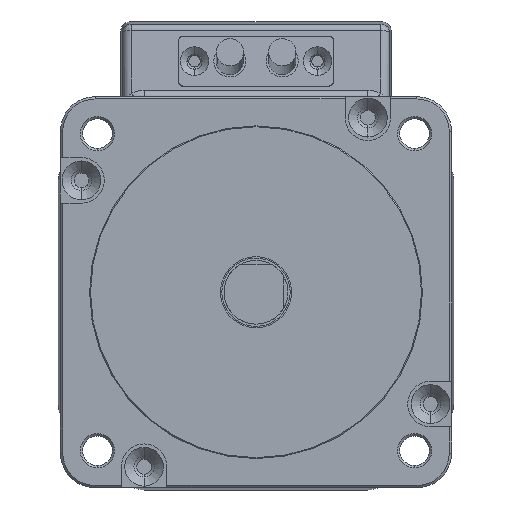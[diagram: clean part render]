
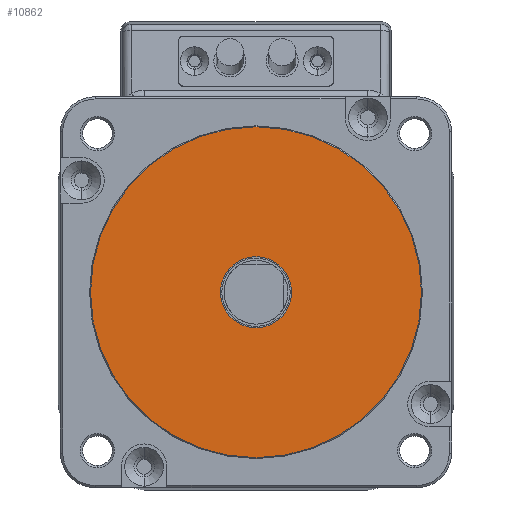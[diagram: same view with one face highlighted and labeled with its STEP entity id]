
A CAD part, front view. The second image highlights one B-rep face of the part: STEP entity #10862.
In plain terms, the highlighted planar face has unit normal (0, -1, 0).
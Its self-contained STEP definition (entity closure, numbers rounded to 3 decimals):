
#9840 = VERTEX_POINT ( 'NONE', #29647 ) ;
#9853 = VERTEX_POINT ( 'NONE', #29721 ) ;
#9877 = EDGE_CURVE ( 'NONE', #9840, #9853, #29700, .T. ) ;
#9940 = EDGE_CURVE ( 'NONE', #9944, #9987, #14127, .T. ) ;
#9944 = VERTEX_POINT ( 'NONE', #14125 ) ;
#9987 = VERTEX_POINT ( 'NONE', #14186 ) ;
#10800 = ORIENTED_EDGE ( 'NONE', *, *, #9940, .T. ) ;
#10811 = ORIENTED_EDGE ( 'NONE', *, *, #10865, .T. ) ;
#10816 = ORIENTED_EDGE ( 'NONE', *, *, #10864, .T. ) ;
#10826 = EDGE_LOOP ( 'NONE', ( #10816, #10863 ) ) ;
#10861 = EDGE_LOOP ( 'NONE', ( #10811, #10800 ) ) ;
#10862 = ADVANCED_FACE ( 'NONE', ( #15790, #15777 ), #15772, .T. ) ;
#10863 = ORIENTED_EDGE ( 'NONE', *, *, #9877, .T. ) ;
#10864 = EDGE_CURVE ( 'NONE', #9853, #9840, #15769, .T. ) ;
#10865 = EDGE_CURVE ( 'NONE', #9987, #9944, #15739, .T. ) ;
#14063 = AXIS2_PLACEMENT_3D ( 'NONE', #14120, #14119, #14118 ) ;
#14118 = DIRECTION ( 'NONE',  ( 0., 0., 1. ) ) ;
#14119 = DIRECTION ( 'NONE',  ( 0., 1., 0. ) ) ;
#14120 = CARTESIAN_POINT ( 'NONE',  ( 0., -1.7, 0. ) ) ;
#14125 = CARTESIAN_POINT ( 'NONE',  ( 0., -1.7, -7.8 ) ) ;
#14127 = CIRCLE ( 'NONE', #14063, 7.8 ) ;
#14186 = CARTESIAN_POINT ( 'NONE',  ( 0., -1.7, 7.8 ) ) ;
#15739 = CIRCLE ( 'NONE', #15822, 7.8 ) ;
#15762 = DIRECTION ( 'NONE',  ( 0., 0., -1. ) ) ;
#15763 = DIRECTION ( 'NONE',  ( 0., -1., 0. ) ) ;
#15764 = AXIS2_PLACEMENT_3D ( 'NONE', #15770, #15763, #15762 ) ;
#15767 = DIRECTION ( 'NONE',  ( 0., 0., -1. ) ) ;
#15768 = DIRECTION ( 'NONE',  ( 0., -1., 0. ) ) ;
#15769 = CIRCLE ( 'NONE', #15764, 36.313 ) ;
#15770 = CARTESIAN_POINT ( 'NONE',  ( 0., -1.7, 0. ) ) ;
#15772 = PLANE ( 'NONE',  #15782 ) ;
#15777 = FACE_BOUND ( 'NONE', #10861, .T. ) ;
#15778 = CARTESIAN_POINT ( 'NONE',  ( 0., -1.7, 0. ) ) ;
#15782 = AXIS2_PLACEMENT_3D ( 'NONE', #15778, #15768, #15767 ) ;
#15790 = FACE_OUTER_BOUND ( 'NONE', #10826, .T. ) ;
#15819 = DIRECTION ( 'NONE',  ( 0., 0., 1. ) ) ;
#15820 = DIRECTION ( 'NONE',  ( 0., 1., 0. ) ) ;
#15821 = CARTESIAN_POINT ( 'NONE',  ( 0., -1.7, 0. ) ) ;
#15822 = AXIS2_PLACEMENT_3D ( 'NONE', #15821, #15820, #15819 ) ;
#29647 = CARTESIAN_POINT ( 'NONE',  ( 0., -1.7, -36.313 ) ) ;
#29700 = CIRCLE ( 'NONE', #29745, 36.313 ) ;
#29721 = CARTESIAN_POINT ( 'NONE',  ( 0., -1.7, 36.313 ) ) ;
#29730 = DIRECTION ( 'NONE',  ( 0., 0., -1. ) ) ;
#29731 = DIRECTION ( 'NONE',  ( 0., -1., 0. ) ) ;
#29741 = CARTESIAN_POINT ( 'NONE',  ( 0., -1.7, 0. ) ) ;
#29745 = AXIS2_PLACEMENT_3D ( 'NONE', #29741, #29731, #29730 ) ;
